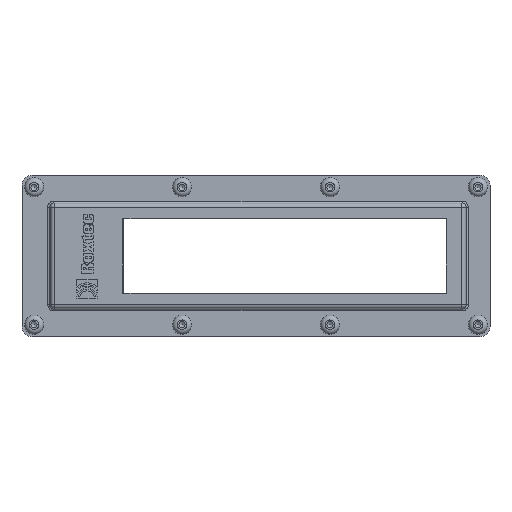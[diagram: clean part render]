
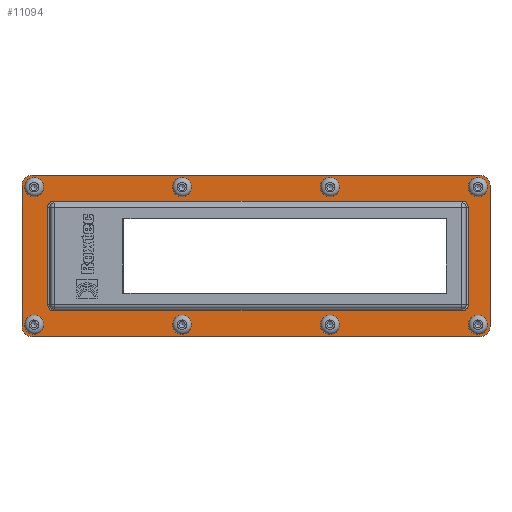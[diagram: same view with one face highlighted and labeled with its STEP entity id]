
A CAD part, top view. The second image highlights one B-rep face of the part: STEP entity #11094.
In plain terms, the highlighted planar face has unit normal (0, 0, 1).
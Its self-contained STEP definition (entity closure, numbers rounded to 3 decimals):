
#155=CARTESIAN_POINT('',(-111.5,-40.25,18.5));
#156=VERTEX_POINT('',#155);
#171=CARTESIAN_POINT('',(111.5,-40.25,18.5));
#172=VERTEX_POINT('',#171);
#179=CARTESIAN_POINT('',(111.5,-40.25,18.5));
#180=DIRECTION('',(-1.0,0.0,0.0));
#181=VECTOR('',#180,223.);
#182=LINE('',#179,#181);
#183=EDGE_CURVE('',#172,#156,#182,.T.);
#193=CARTESIAN_POINT('',(-111.5,40.25,18.5));
#194=VERTEX_POINT('',#193);
#203=CARTESIAN_POINT('',(111.5,40.25,18.5));
#204=VERTEX_POINT('',#203);
#205=CARTESIAN_POINT('',(-111.5,40.25,18.5));
#206=DIRECTION('',(1.0,0.0,0.0));
#207=VECTOR('',#206,223.);
#208=LINE('',#205,#207);
#209=EDGE_CURVE('',#194,#204,#208,.T.);
#567=CARTESIAN_POINT('',(116.5,-35.25,18.5));
#568=VERTEX_POINT('',#567);
#569=CARTESIAN_POINT('',(111.5,-35.25,18.5));
#570=DIRECTION('',(0.0,0.0,-1.0));
#571=DIRECTION('',(0.707,-0.707,0.0));
#572=AXIS2_PLACEMENT_3D('',#569,#570,#571);
#573=CIRCLE('',#572,5.);
#574=EDGE_CURVE('',#568,#172,#573,.T.);
#600=CARTESIAN_POINT('',(116.5,35.25,18.5));
#601=VERTEX_POINT('',#600);
#610=CARTESIAN_POINT('',(116.5,35.25,18.5));
#611=DIRECTION('',(0.0,-1.0,0.0));
#612=VECTOR('',#611,70.5);
#613=LINE('',#610,#612);
#614=EDGE_CURVE('',#601,#568,#613,.T.);
#631=CARTESIAN_POINT('',(111.5,35.25,18.5));
#632=DIRECTION('',(0.0,0.0,-1.0));
#633=DIRECTION('',(0.707,0.707,0.0));
#634=AXIS2_PLACEMENT_3D('',#631,#632,#633);
#635=CIRCLE('',#634,5.);
#636=EDGE_CURVE('',#204,#601,#635,.T.);
#664=CARTESIAN_POINT('',(-116.5,35.25,18.5));
#665=VERTEX_POINT('',#664);
#672=CARTESIAN_POINT('',(-111.5,35.25,18.5));
#673=DIRECTION('',(0.0,0.0,-1.0));
#674=DIRECTION('',(-0.707,0.707,0.0));
#675=AXIS2_PLACEMENT_3D('',#672,#673,#674);
#676=CIRCLE('',#675,5.);
#677=EDGE_CURVE('',#665,#194,#676,.T.);
#688=CARTESIAN_POINT('',(-116.5,-35.25,18.5));
#689=VERTEX_POINT('',#688);
#698=CARTESIAN_POINT('',(-116.5,-35.25,18.5));
#699=DIRECTION('',(0.0,1.0,0.0));
#700=VECTOR('',#699,70.5);
#701=LINE('',#698,#700);
#702=EDGE_CURVE('',#689,#665,#701,.T.);
#719=CARTESIAN_POINT('',(-111.5,-35.25,18.5));
#720=DIRECTION('',(0.0,0.0,-1.0));
#721=DIRECTION('',(-0.707,-0.707,0.0));
#722=AXIS2_PLACEMENT_3D('',#719,#720,#721);
#723=CIRCLE('',#722,5.0);
#724=EDGE_CURVE('',#156,#689,#723,.T.);
#10921=CARTESIAN_POINT('',(0.,0.,18.5));
#10922=DIRECTION('',(0.0,0.0,1.0));
#10923=DIRECTION('',(1.0,0.0,0.0));
#10924=AXIS2_PLACEMENT_3D('',#10921,#10922,#10923);
#10925=PLANE('',#10924);
#10926=ORIENTED_EDGE('',*,*,#724,.F.);
#10927=ORIENTED_EDGE('',*,*,#183,.F.);
#10928=ORIENTED_EDGE('',*,*,#574,.F.);
#10929=ORIENTED_EDGE('',*,*,#614,.F.);
#10930=ORIENTED_EDGE('',*,*,#636,.F.);
#10931=ORIENTED_EDGE('',*,*,#209,.F.);
#10932=ORIENTED_EDGE('',*,*,#677,.F.);
#10933=ORIENTED_EDGE('',*,*,#702,.F.);
#10934=EDGE_LOOP('',(#10926,#10927,#10928,#10929,#10930,#10931,#10932,#10933));
#10935=FACE_OUTER_BOUND('',#10934,.T.);
#10936=CARTESIAN_POINT('',(-110.5,39.,18.5));
#10937=VERTEX_POINT('',#10936);
#10938=CARTESIAN_POINT('',(-110.5,34.25,18.5));
#10939=DIRECTION('',(0.0,0.0,-1.0));
#10940=DIRECTION('',(0.0,1.0,0.0));
#10941=AXIS2_PLACEMENT_3D('',#10938,#10939,#10940);
#10942=CIRCLE('',#10941,4.75);
#10943=EDGE_CURVE('',#10937,#10937,#10942,.T.);
#10944=ORIENTED_EDGE('',*,*,#10943,.T.);
#10945=EDGE_LOOP('',(#10944));
#10946=FACE_BOUND('',#10945,.T.);
#10947=CARTESIAN_POINT('',(-36.84,39.,18.5));
#10948=VERTEX_POINT('',#10947);
#10949=CARTESIAN_POINT('',(-36.84,34.25,18.5));
#10950=DIRECTION('',(0.0,0.0,-1.0));
#10951=DIRECTION('',(0.0,1.0,0.0));
#10952=AXIS2_PLACEMENT_3D('',#10949,#10950,#10951);
#10953=CIRCLE('',#10952,4.75);
#10954=EDGE_CURVE('',#10948,#10948,#10953,.T.);
#10955=ORIENTED_EDGE('',*,*,#10954,.T.);
#10956=EDGE_LOOP('',(#10955));
#10957=FACE_BOUND('',#10956,.T.);
#10958=CARTESIAN_POINT('',(36.82,39.,18.5));
#10959=VERTEX_POINT('',#10958);
#10960=CARTESIAN_POINT('',(36.82,34.25,18.5));
#10961=DIRECTION('',(0.0,0.0,-1.0));
#10962=DIRECTION('',(0.0,1.0,0.0));
#10963=AXIS2_PLACEMENT_3D('',#10960,#10961,#10962);
#10964=CIRCLE('',#10963,4.75);
#10965=EDGE_CURVE('',#10959,#10959,#10964,.T.);
#10966=ORIENTED_EDGE('',*,*,#10965,.T.);
#10967=EDGE_LOOP('',(#10966));
#10968=FACE_BOUND('',#10967,.T.);
#10969=CARTESIAN_POINT('',(110.5,39.,18.5));
#10970=VERTEX_POINT('',#10969);
#10971=CARTESIAN_POINT('',(110.5,34.25,18.5));
#10972=DIRECTION('',(0.0,0.0,-1.0));
#10973=DIRECTION('',(0.0,1.0,0.0));
#10974=AXIS2_PLACEMENT_3D('',#10971,#10972,#10973);
#10975=CIRCLE('',#10974,4.75);
#10976=EDGE_CURVE('',#10970,#10970,#10975,.T.);
#10977=ORIENTED_EDGE('',*,*,#10976,.T.);
#10978=EDGE_LOOP('',(#10977));
#10979=FACE_BOUND('',#10978,.T.);
#10980=CARTESIAN_POINT('',(110.5,-29.5,18.5));
#10981=VERTEX_POINT('',#10980);
#10982=CARTESIAN_POINT('',(110.5,-34.25,18.5));
#10983=DIRECTION('',(0.0,0.0,-1.0));
#10984=DIRECTION('',(0.0,1.0,0.0));
#10985=AXIS2_PLACEMENT_3D('',#10982,#10983,#10984);
#10986=CIRCLE('',#10985,4.75);
#10987=EDGE_CURVE('',#10981,#10981,#10986,.T.);
#10988=ORIENTED_EDGE('',*,*,#10987,.T.);
#10989=EDGE_LOOP('',(#10988));
#10990=FACE_BOUND('',#10989,.T.);
#10991=CARTESIAN_POINT('',(36.82,-29.5,18.5));
#10992=VERTEX_POINT('',#10991);
#10993=CARTESIAN_POINT('',(36.82,-34.25,18.5));
#10994=DIRECTION('',(0.0,0.0,-1.0));
#10995=DIRECTION('',(0.0,1.0,0.0));
#10996=AXIS2_PLACEMENT_3D('',#10993,#10994,#10995);
#10997=CIRCLE('',#10996,4.75);
#10998=EDGE_CURVE('',#10992,#10992,#10997,.T.);
#10999=ORIENTED_EDGE('',*,*,#10998,.T.);
#11000=EDGE_LOOP('',(#10999));
#11001=FACE_BOUND('',#11000,.T.);
#11002=CARTESIAN_POINT('',(-36.84,-29.5,18.5));
#11003=VERTEX_POINT('',#11002);
#11004=CARTESIAN_POINT('',(-36.84,-34.25,18.5));
#11005=DIRECTION('',(0.0,0.0,-1.0));
#11006=DIRECTION('',(0.0,1.0,0.0));
#11007=AXIS2_PLACEMENT_3D('',#11004,#11005,#11006);
#11008=CIRCLE('',#11007,4.75);
#11009=EDGE_CURVE('',#11003,#11003,#11008,.T.);
#11010=ORIENTED_EDGE('',*,*,#11009,.T.);
#11011=EDGE_LOOP('',(#11010));
#11012=FACE_BOUND('',#11011,.T.);
#11013=CARTESIAN_POINT('',(-110.39,-38.999,18.5));
#11014=VERTEX_POINT('',#11013);
#11015=CARTESIAN_POINT('',(-110.5,-34.25,18.5));
#11016=DIRECTION('',(0.,0.,-1.0));
#11017=DIRECTION('',(0.023,-1.,0.));
#11018=AXIS2_PLACEMENT_3D('',#11015,#11016,#11017);
#11019=CIRCLE('',#11018,4.75);
#11020=EDGE_CURVE('',#11014,#11014,#11019,.T.);
#11021=ORIENTED_EDGE('',*,*,#11020,.T.);
#11022=EDGE_LOOP('',(#11021));
#11023=FACE_BOUND('',#11022,.T.);
#11024=CARTESIAN_POINT('',(105.618,-24.368,18.5));
#11025=VERTEX_POINT('',#11024);
#11026=CARTESIAN_POINT('',(105.618,24.368,18.5));
#11027=VERTEX_POINT('',#11026);
#11028=CARTESIAN_POINT('',(105.618,-24.368,18.5));
#11029=DIRECTION('',(0.0,1.0,0.0));
#11030=VECTOR('',#11029,48.736);
#11031=LINE('',#11028,#11030);
#11032=EDGE_CURVE('',#11025,#11027,#11031,.T.);
#11033=ORIENTED_EDGE('',*,*,#11032,.F.);
#11034=CARTESIAN_POINT('',(102.618,-27.368,18.5));
#11035=VERTEX_POINT('',#11034);
#11036=CARTESIAN_POINT('',(102.618,-24.368,18.5));
#11037=DIRECTION('',(0.,0.,1.0));
#11038=DIRECTION('',(0.707,-0.707,0.));
#11039=AXIS2_PLACEMENT_3D('',#11036,#11037,#11038);
#11040=ELLIPSE('',#11039,3.,3.0);
#11041=EDGE_CURVE('',#11035,#11025,#11040,.T.);
#11042=ORIENTED_EDGE('',*,*,#11041,.F.);
#11043=CARTESIAN_POINT('',(-100.618,-27.368,18.5));
#11044=VERTEX_POINT('',#11043);
#11045=CARTESIAN_POINT('',(-100.618,-27.368,18.5));
#11046=DIRECTION('',(1.0,0.0,0.0));
#11047=VECTOR('',#11046,203.236);
#11048=LINE('',#11045,#11047);
#11049=EDGE_CURVE('',#11044,#11035,#11048,.T.);
#11050=ORIENTED_EDGE('',*,*,#11049,.F.);
#11051=CARTESIAN_POINT('',(-103.618,-24.368,18.5));
#11052=VERTEX_POINT('',#11051);
#11053=CARTESIAN_POINT('',(-100.618,-24.368,18.5));
#11054=DIRECTION('',(0.,0.,1.0));
#11055=DIRECTION('',(-0.707,-0.707,0.));
#11056=AXIS2_PLACEMENT_3D('',#11053,#11054,#11055);
#11057=ELLIPSE('',#11056,3.,3.0);
#11058=EDGE_CURVE('',#11052,#11044,#11057,.T.);
#11059=ORIENTED_EDGE('',*,*,#11058,.F.);
#11060=CARTESIAN_POINT('',(-103.618,24.368,18.5));
#11061=VERTEX_POINT('',#11060);
#11062=CARTESIAN_POINT('',(-103.618,24.368,18.5));
#11063=DIRECTION('',(0.0,-1.0,0.0));
#11064=VECTOR('',#11063,48.736);
#11065=LINE('',#11062,#11064);
#11066=EDGE_CURVE('',#11061,#11052,#11065,.T.);
#11067=ORIENTED_EDGE('',*,*,#11066,.F.);
#11068=CARTESIAN_POINT('',(-100.618,27.368,18.5));
#11069=VERTEX_POINT('',#11068);
#11070=CARTESIAN_POINT('',(-100.618,24.368,18.5));
#11071=DIRECTION('',(0.,0.,1.0));
#11072=DIRECTION('',(-0.707,0.707,0.));
#11073=AXIS2_PLACEMENT_3D('',#11070,#11071,#11072);
#11074=ELLIPSE('',#11073,3.,3.);
#11075=EDGE_CURVE('',#11069,#11061,#11074,.T.);
#11076=ORIENTED_EDGE('',*,*,#11075,.F.);
#11077=CARTESIAN_POINT('',(102.618,27.368,18.5));
#11078=VERTEX_POINT('',#11077);
#11079=CARTESIAN_POINT('',(102.618,27.368,18.5));
#11080=DIRECTION('',(-1.0,0.0,0.0));
#11081=VECTOR('',#11080,203.236);
#11082=LINE('',#11079,#11081);
#11083=EDGE_CURVE('',#11078,#11069,#11082,.T.);
#11084=ORIENTED_EDGE('',*,*,#11083,.F.);
#11085=CARTESIAN_POINT('',(102.618,24.368,18.5));
#11086=DIRECTION('',(0.,0.,1.0));
#11087=DIRECTION('',(0.707,0.707,0.));
#11088=AXIS2_PLACEMENT_3D('',#11085,#11086,#11087);
#11089=ELLIPSE('',#11088,3.,3.0);
#11090=EDGE_CURVE('',#11027,#11078,#11089,.T.);
#11091=ORIENTED_EDGE('',*,*,#11090,.F.);
#11092=EDGE_LOOP('',(#11033,#11042,#11050,#11059,#11067,#11076,#11084,#11091));
#11093=FACE_BOUND('',#11092,.T.);
#11094=ADVANCED_FACE('',(#10935,#10946,#10957,#10968,#10979,#10990,#11001,#11012,#11023,#11093),#10925,.T.);
